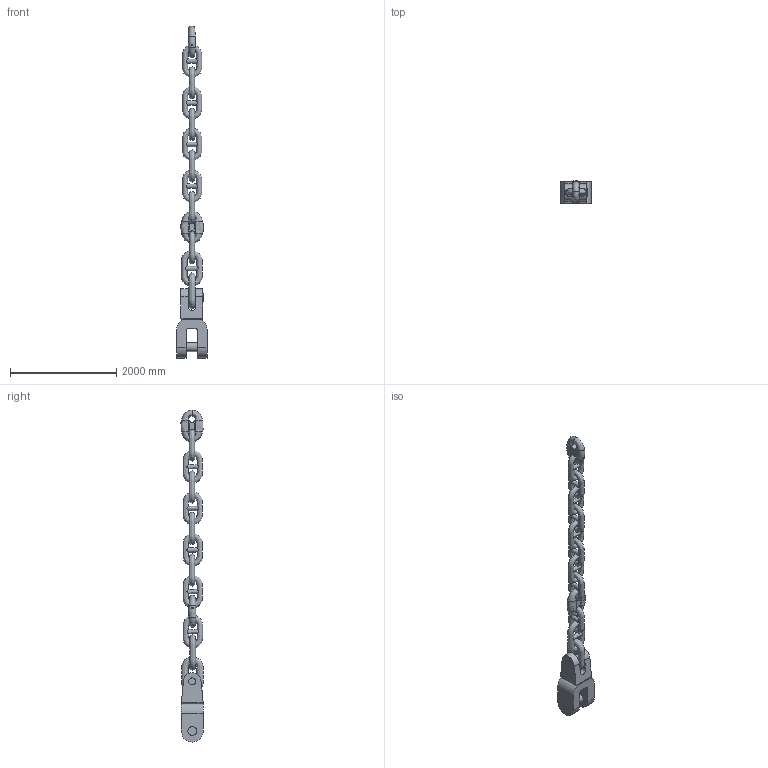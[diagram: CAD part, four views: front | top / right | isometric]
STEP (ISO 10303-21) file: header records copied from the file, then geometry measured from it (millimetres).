
FILE_DESCRIPTION(('FreeCAD Model'),'2;1');
FILE_NAME('Open CASCADE Shape Model','2025-05-03T22:12:58',('FreeCAD'),( 'FreeCAD'),'Open CASCADE STEP processor 7.6','FreeCAD','Unknown');
FILE_SCHEMA(('AUTOMOTIVE_DESIGN { 1 0 10303 214 1 1 1 1 }'));
Length unit declared in the file: millimetre
Products named in the file (1): Open CASCADE STEP translator 7.6 1
Bounding box: 576 x 427.09 x 6259.98 mm (x, y, z)
Volume: 344859470.8 mm3; surface area: 11246115.1 mm2
Topology: 30 solids, 32 shells, 249 faces, 582 edges, 379 vertices
Faces by surface type: plane 131, bspline 67, cylinder 45, cone 6
Full cylindrical faces by diameter (mm): 25 x6, 133 x3, 160 x1, 168 x3, 200 x1
Entity records: 43607 total; most frequent: CARTESIAN_POINT 38246, ORIENTED_EDGE 1162, DIRECTION 938, EDGE_CURVE 582, VERTEX_POINT 379, LINE 320, VECTOR 320, AXIS2_PLACEMENT_3D 309
